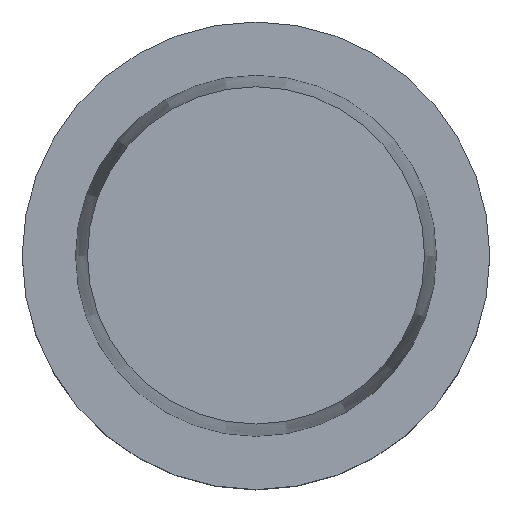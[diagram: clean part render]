
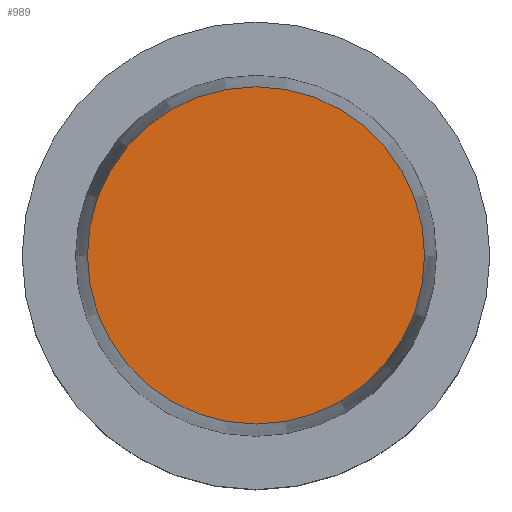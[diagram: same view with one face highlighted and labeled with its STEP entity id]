
A CAD part, top view. The second image highlights one B-rep face of the part: STEP entity #989.
In plain terms, the highlighted planar face has unit normal (0, 0, 1).
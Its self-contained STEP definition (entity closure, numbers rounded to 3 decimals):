
#753=FACE_OUTER_BOUND('',#1665,.T.);
#989=ADVANCED_FACE('CU_CO_N1_SU_3',(#753),#1195,.F.);
#1195=PLANE('',#3876);
#1665=EDGE_LOOP('',(#2283));
#2283=ORIENTED_EDGE('',*,*,#3247,.F.);
#2875=VERTEX_POINT('',#5736);
#3247=EDGE_CURVE('',#2875,#2875,#3545,.T.);
#3545=CIRCLE('',#3875,22.712);
#3875=AXIS2_PLACEMENT_3D('',#5735,#4634,#4635);
#3876=AXIS2_PLACEMENT_3D('',#5737,#4636,#4637);
#4634=DIRECTION('',(0.,0.,-1.));
#4635=DIRECTION('',(-1.,0.,0.));
#4636=DIRECTION('',(0.,0.,-1.));
#4637=DIRECTION('',(-1.,0.,0.));
#5735=CARTESIAN_POINT('',(0.,0.,32.));
#5736=CARTESIAN_POINT('',(-22.712,0.,32.));
#5737=CARTESIAN_POINT('',(0.,0.,32.));
